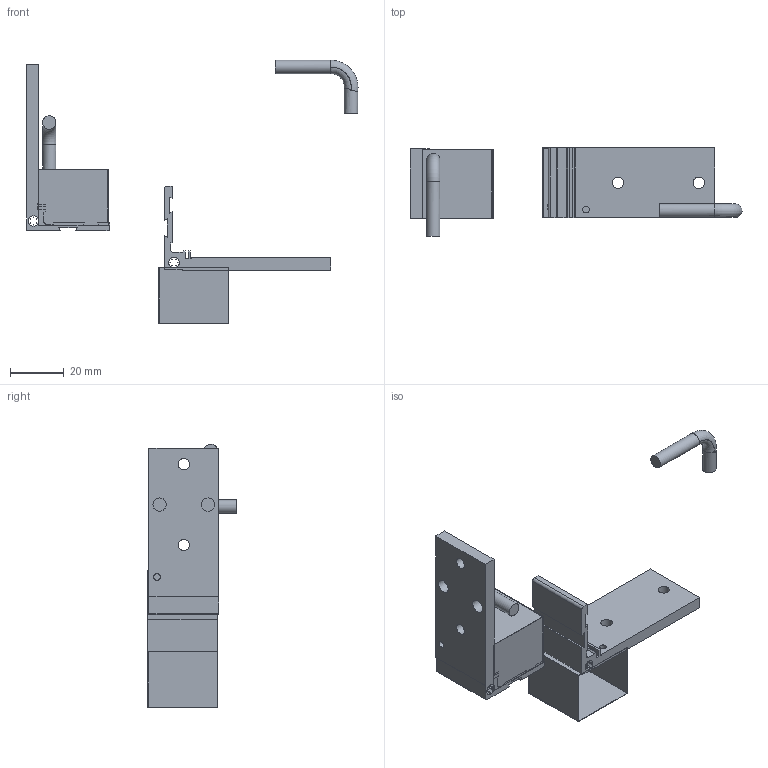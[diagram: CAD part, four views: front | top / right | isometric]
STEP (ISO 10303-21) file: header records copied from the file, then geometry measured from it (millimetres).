
FILE_DESCRIPTION( ( 'Unknown' ), '1' );
FILE_NAME( 'DH T-series 15052006.stp', 'Unknown', ( 'Unknown' ), ( 'Unknown' ), 'XStep 1.0', 'Unknown', ' ' );
FILE_SCHEMA( ( 'CONFIG_CONTROL_DESIGN' ) );
Length unit declared in the file: millimetre
Products named in the file (4): Assem1; profiel DHM; giethars; kabel bocht
Bounding box: 123.37 x 33.04 x 97.91 mm (x, y, z)
Volume: 19964.9 mm3; surface area: 26453 mm2
Topology: 6 solids, 6 shells, 168 faces, 460 edges, 310 vertices
Faces by surface type: plane 130, cylinder 34, torus 4
Full cylindrical faces by diameter (mm): 2.5 x2, 4.2 x4, 5 x10
Entity records: 2867 total; most frequent: CARTESIAN_POINT 575, ORIENTED_EDGE 430, DIRECTION 423, EDGE_CURVE 215, LINE 175, VECTOR 175, VERTEX_POINT 148, AXIS2_PLACEMENT_3D 124
